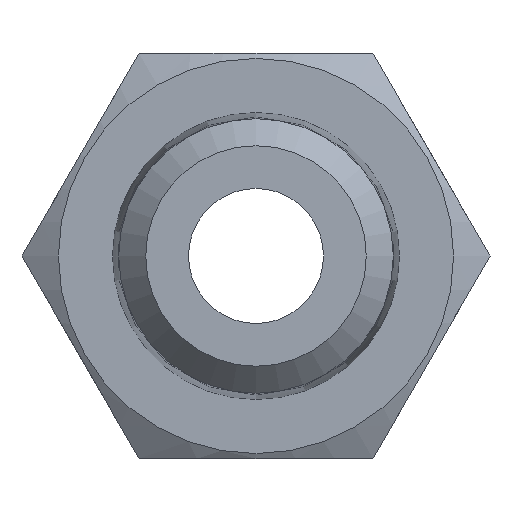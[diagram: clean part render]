
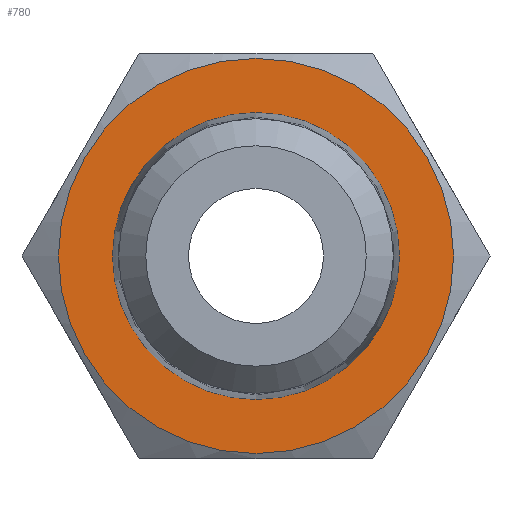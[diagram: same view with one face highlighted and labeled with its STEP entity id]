
A CAD part, front view. The second image highlights one B-rep face of the part: STEP entity #780.
In plain terms, the highlighted planar face has unit normal (0, -1, 0).
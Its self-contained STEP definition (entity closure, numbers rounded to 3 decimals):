
#105=ORIENTED_EDGE('',*,*,#237,.F.);
#106=ORIENTED_EDGE('',*,*,#238,.T.);
#237=EDGE_CURVE('',#303,#303,#351,.T.);
#238=EDGE_CURVE('',#304,#304,#352,.T.);
#303=VERTEX_POINT('',#1046);
#304=VERTEX_POINT('',#1048);
#351=CIRCLE('',#828,4.249);
#352=CIRCLE('',#829,5.85);
#375=EDGE_LOOP('',(#105));
#376=EDGE_LOOP('',(#106));
#433=FACE_BOUND('',#375,.T.);
#434=FACE_BOUND('',#376,.T.);
#489=PLANE('',#827);
#780=ADVANCED_FACE('',(#433,#434),#489,.F.);
#827=AXIS2_PLACEMENT_3D('',#1044,#897,#898);
#828=AXIS2_PLACEMENT_3D('',#1045,#899,#900);
#829=AXIS2_PLACEMENT_3D('',#1047,#901,#902);
#897=DIRECTION('',(0.,1.,0.));
#898=DIRECTION('',(0.,0.,1.));
#899=DIRECTION('',(0.,-1.,0.));
#900=DIRECTION('',(0.,0.,-1.));
#901=DIRECTION('',(0.,-1.,0.));
#902=DIRECTION('',(0.,0.,1.));
#1044=CARTESIAN_POINT('',(4.249,8.,0.));
#1045=CARTESIAN_POINT('',(0.,8.,0.));
#1046=CARTESIAN_POINT('',(0.,8.,-4.249));
#1047=CARTESIAN_POINT('',(0.,8.,0.));
#1048=CARTESIAN_POINT('',(0.,8.,5.85));
